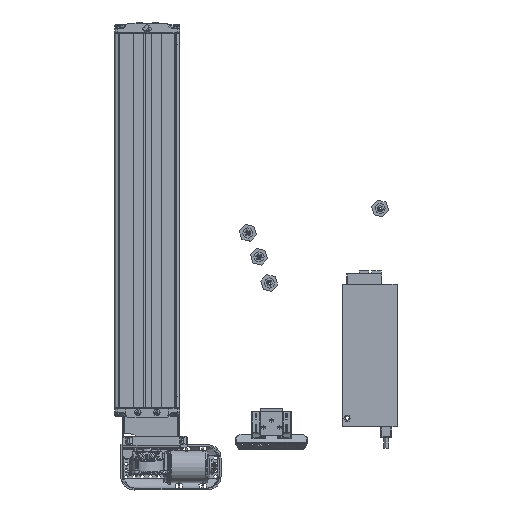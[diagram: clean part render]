
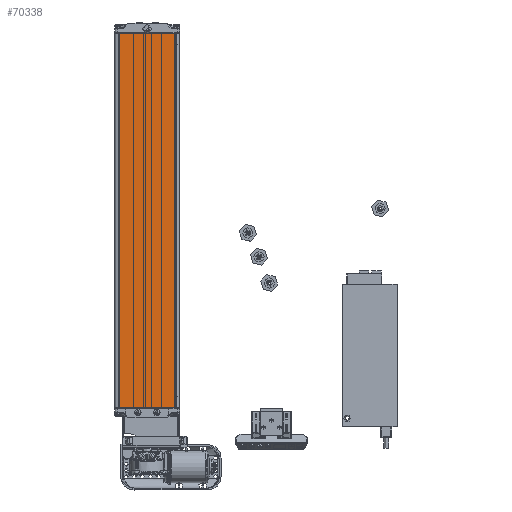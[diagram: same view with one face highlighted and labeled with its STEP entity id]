
A CAD part, top view. The second image highlights one B-rep face of the part: STEP entity #70338.
In plain terms, the highlighted face is planar.
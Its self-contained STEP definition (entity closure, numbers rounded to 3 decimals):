
#7681=PLANE('',#75333);
#8822=FACE_OUTER_BOUND('',#12977,.T.);
#12977=EDGE_LOOP('',(#47869,#47870,#47871,#47872));
#17558=LINE('',#103296,#21716);
#17562=LINE('',#103331,#21720);
#17565=LINE('',#103354,#21723);
#17568=LINE('',#103358,#21726);
#21716=VECTOR('',#83397,108.);
#21720=VECTOR('',#83447,108.);
#21723=VECTOR('',#83482,691.5);
#21726=VECTOR('',#83487,691.5);
#29908=VERTEX_POINT('',#103290);
#29909=VERTEX_POINT('',#103294);
#29916=VERTEX_POINT('',#103325);
#29917=VERTEX_POINT('',#103329);
#36812=EDGE_CURVE('',#29908,#29909,#17558,.T.);
#36830=EDGE_CURVE('',#29917,#29916,#17562,.F.);
#36842=EDGE_CURVE('',#29909,#29917,#17565,.T.);
#36845=EDGE_CURVE('',#29916,#29908,#17568,.F.);
#47869=ORIENTED_EDGE('',*,*,#36845,.T.);
#47870=ORIENTED_EDGE('',*,*,#36812,.T.);
#47871=ORIENTED_EDGE('',*,*,#36842,.T.);
#47872=ORIENTED_EDGE('',*,*,#36830,.T.);
#70338=ADVANCED_FACE('',(#8822),#7681,.T.);
#75333=AXIS2_PLACEMENT_3D('',#103381,#83522,#83523);
#83397=DIRECTION('',(1.,0.,0.));
#83447=DIRECTION('',(1.,0.,0.));
#83482=DIRECTION('',(0.,-1.,0.));
#83487=DIRECTION('',(0.,-1.,0.));
#83522=DIRECTION('center_axis',(0.,0.,-1.));
#83523=DIRECTION('ref_axis',(-1.,0.,0.));
#103290=CARTESIAN_POINT('',(-54.,692.,-30.));
#103294=CARTESIAN_POINT('',(54.,692.,-30.));
#103296=CARTESIAN_POINT('',(-54.,692.,-30.));
#103325=CARTESIAN_POINT('',(-54.,0.5,-30.));
#103329=CARTESIAN_POINT('',(54.,0.5,-30.));
#103331=CARTESIAN_POINT('',(-54.,0.5,-30.));
#103354=CARTESIAN_POINT('',(54.,692.,-30.));
#103358=CARTESIAN_POINT('',(-54.,692.,-30.));
#103381=CARTESIAN_POINT('Origin',(-60.,692.5,-30.));
